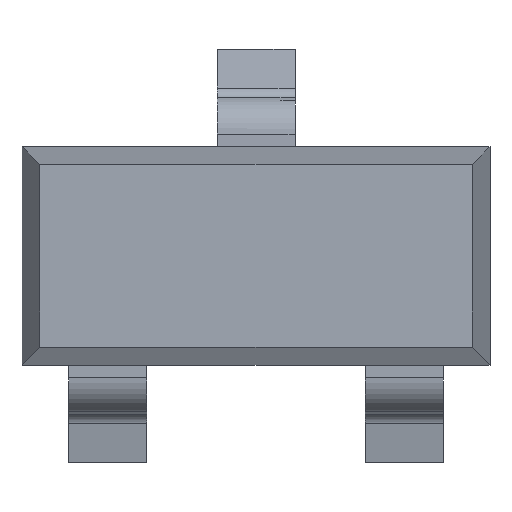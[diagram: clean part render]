
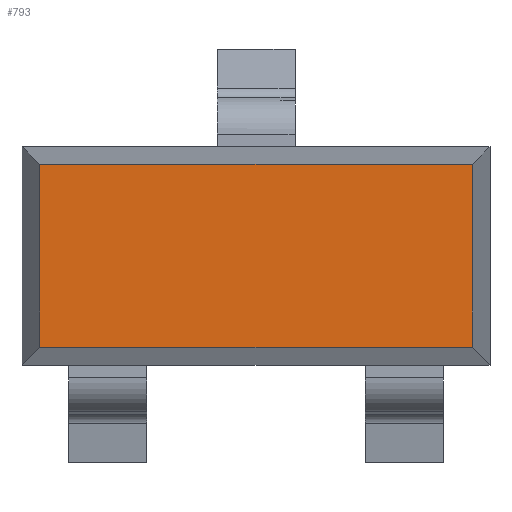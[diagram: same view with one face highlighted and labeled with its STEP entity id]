
A CAD part, top view. The second image highlights one B-rep face of the part: STEP entity #793.
In plain terms, the highlighted planar face has unit normal (0, 0, 1).
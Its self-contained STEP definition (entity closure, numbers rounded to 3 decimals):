
#592 = VERTEX_POINT('',#593);
#593 = CARTESIAN_POINT('',(-1.385,0.585,1.1));
#599 = EDGE_CURVE('',#592,#600,#602,.T.);
#600 = VERTEX_POINT('',#601);
#601 = CARTESIAN_POINT('',(1.385,0.585,1.1));
#602 = LINE('',#603,#604);
#603 = CARTESIAN_POINT('',(-1.5,0.585,1.1));
#604 = VECTOR('',#605,1.);
#605 = DIRECTION('',(1.,0.,0.));
#719 = VERTEX_POINT('',#720);
#720 = CARTESIAN_POINT('',(-1.385,-0.585,1.1));
#728 = EDGE_CURVE('',#719,#592,#729,.T.);
#729 = LINE('',#730,#731);
#730 = CARTESIAN_POINT('',(-1.385,-0.7,1.1));
#731 = VECTOR('',#732,1.);
#732 = DIRECTION('',(0.,1.,0.));
#774 = VERTEX_POINT('',#775);
#775 = CARTESIAN_POINT('',(1.385,-0.585,1.1));
#783 = EDGE_CURVE('',#774,#600,#784,.T.);
#784 = LINE('',#785,#786);
#785 = CARTESIAN_POINT('',(1.385,-0.7,1.1));
#786 = VECTOR('',#787,1.);
#787 = DIRECTION('',(0.,1.,0.));
#793 = ADVANCED_FACE('',(#794),#805,.T.);
#794 = FACE_BOUND('',#795,.T.);
#795 = EDGE_LOOP('',(#796,#797,#803,#804));
#796 = ORIENTED_EDGE('',*,*,#728,.F.);
#797 = ORIENTED_EDGE('',*,*,#798,.T.);
#798 = EDGE_CURVE('',#719,#774,#799,.T.);
#799 = LINE('',#800,#801);
#800 = CARTESIAN_POINT('',(-1.5,-0.585,1.1));
#801 = VECTOR('',#802,1.);
#802 = DIRECTION('',(1.,0.,0.));
#803 = ORIENTED_EDGE('',*,*,#783,.T.);
#804 = ORIENTED_EDGE('',*,*,#599,.F.);
#805 = PLANE('',#806);
#806 = AXIS2_PLACEMENT_3D('',#807,#808,#809);
#807 = CARTESIAN_POINT('',(-1.5,-0.585,1.1));
#808 = DIRECTION('',(0.,0.,1.));
#809 = DIRECTION('',(0.,1.,0.));
